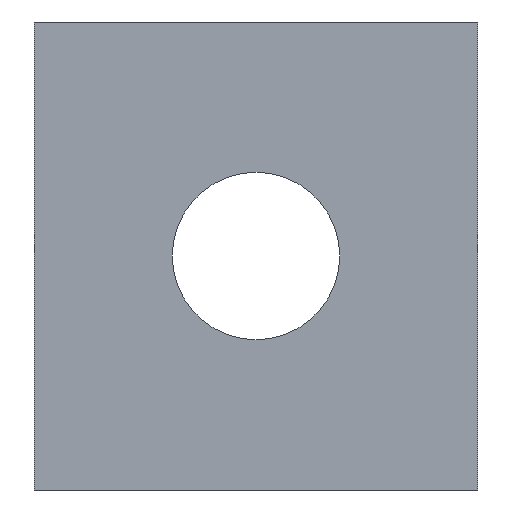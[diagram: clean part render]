
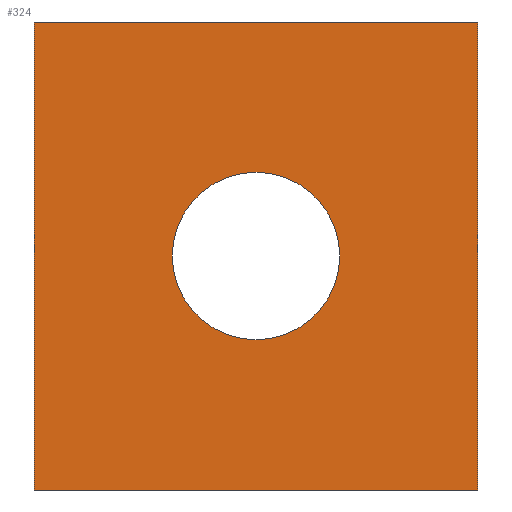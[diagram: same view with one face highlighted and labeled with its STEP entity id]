
A CAD part, front view. The second image highlights one B-rep face of the part: STEP entity #324.
In plain terms, the highlighted planar face has unit normal (0, -1, 0).
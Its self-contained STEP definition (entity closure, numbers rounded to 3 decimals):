
#11 = CARTESIAN_POINT ( 'NONE',  ( 9., 0., 9.5 ) ) ;
#12 = DIRECTION ( 'NONE',  ( 0., 1., 0. ) ) ;
#29 = LINE ( 'NONE', #180, #267 ) ;
#32 = CARTESIAN_POINT ( 'NONE',  ( -9., 0., -9.5 ) ) ;
#39 = CIRCLE ( 'NONE', #67, 3.4 ) ;
#40 = EDGE_LOOP ( 'NONE', ( #223, #160 ) ) ;
#49 = VERTEX_POINT ( 'NONE', #246 ) ;
#62 = DIRECTION ( 'NONE',  ( 0., 1., 0. ) ) ;
#64 = ORIENTED_EDGE ( 'NONE', *, *, #89, .T. ) ;
#67 = AXIS2_PLACEMENT_3D ( 'NONE', #249, #62, #276 ) ;
#71 = CARTESIAN_POINT ( 'NONE',  ( 9., 0., 9.5 ) ) ;
#79 = CARTESIAN_POINT ( 'NONE',  ( -9., 0., 9.5 ) ) ;
#89 = EDGE_CURVE ( 'NONE', #214, #92, #29, .T. ) ;
#92 = VERTEX_POINT ( 'NONE', #32 ) ;
#95 = LINE ( 'NONE', #71, #406 ) ;
#104 = CARTESIAN_POINT ( 'NONE',  ( 9., 0., -9.5 ) ) ;
#107 = EDGE_CURVE ( 'NONE', #92, #133, #119, .T. ) ;
#119 = LINE ( 'NONE', #221, #209 ) ;
#124 = VECTOR ( 'NONE', #326, 1000. ) ;
#129 = DIRECTION ( 'NONE',  ( -1., 0., 0. ) ) ;
#133 = VERTEX_POINT ( 'NONE', #104 ) ;
#134 = DIRECTION ( 'NONE',  ( 1., 0., 0. ) ) ;
#138 = DIRECTION ( 'NONE',  ( 0., 0., -1. ) ) ;
#154 = ORIENTED_EDGE ( 'NONE', *, *, #107, .T. ) ;
#156 = AXIS2_PLACEMENT_3D ( 'NONE', #11, #315, #129 ) ;
#160 = ORIENTED_EDGE ( 'NONE', *, *, #314, .T. ) ;
#161 = CIRCLE ( 'NONE', #278, 3.4 ) ;
#176 = PLANE ( 'NONE',  #156 ) ;
#179 = EDGE_LOOP ( 'NONE', ( #154, #210, #308, #64 ) ) ;
#180 = CARTESIAN_POINT ( 'NONE',  ( -9., 0., 9.5 ) ) ;
#201 = CARTESIAN_POINT ( 'NONE',  ( 0., 0., 0. ) ) ;
#205 = FACE_OUTER_BOUND ( 'NONE', #179, .T. ) ;
#207 = EDGE_CURVE ( 'NONE', #49, #220, #161, .T. ) ;
#209 = VECTOR ( 'NONE', #134, 1000. ) ;
#210 = ORIENTED_EDGE ( 'NONE', *, *, #371, .F. ) ;
#214 = VERTEX_POINT ( 'NONE', #79 ) ;
#220 = VERTEX_POINT ( 'NONE', #384 ) ;
#221 = CARTESIAN_POINT ( 'NONE',  ( 9., 0., -9.5 ) ) ;
#223 = ORIENTED_EDGE ( 'NONE', *, *, #207, .T. ) ;
#232 = DIRECTION ( 'NONE',  ( -1., 0., 0. ) ) ;
#246 = CARTESIAN_POINT ( 'NONE',  ( -3.4, 0., 0. ) ) ;
#249 = CARTESIAN_POINT ( 'NONE',  ( 0., 0., 0. ) ) ;
#267 = VECTOR ( 'NONE', #358, 1000. ) ;
#273 = FACE_BOUND ( 'NONE', #40, .T. ) ;
#276 = DIRECTION ( 'NONE',  ( -1., 0., 0. ) ) ;
#278 = AXIS2_PLACEMENT_3D ( 'NONE', #201, #12, #232 ) ;
#294 = EDGE_CURVE ( 'NONE', #214, #307, #369, .T. ) ;
#307 = VERTEX_POINT ( 'NONE', #355 ) ;
#308 = ORIENTED_EDGE ( 'NONE', *, *, #294, .F. ) ;
#314 = EDGE_CURVE ( 'NONE', #220, #49, #39, .T. ) ;
#315 = DIRECTION ( 'NONE',  ( 0., 1., 0. ) ) ;
#324 = ADVANCED_FACE ( 'NONE', ( #273, #205 ), #176, .F. ) ;
#326 = DIRECTION ( 'NONE',  ( 1., 0., 0. ) ) ;
#342 = CARTESIAN_POINT ( 'NONE',  ( 9., 0., 9.5 ) ) ;
#355 = CARTESIAN_POINT ( 'NONE',  ( 9., 0., 9.5 ) ) ;
#358 = DIRECTION ( 'NONE',  ( 0., 0., -1. ) ) ;
#369 = LINE ( 'NONE', #342, #124 ) ;
#371 = EDGE_CURVE ( 'NONE', #307, #133, #95, .T. ) ;
#384 = CARTESIAN_POINT ( 'NONE',  ( 3.4, 0., 0. ) ) ;
#406 = VECTOR ( 'NONE', #138, 1000. ) ;
